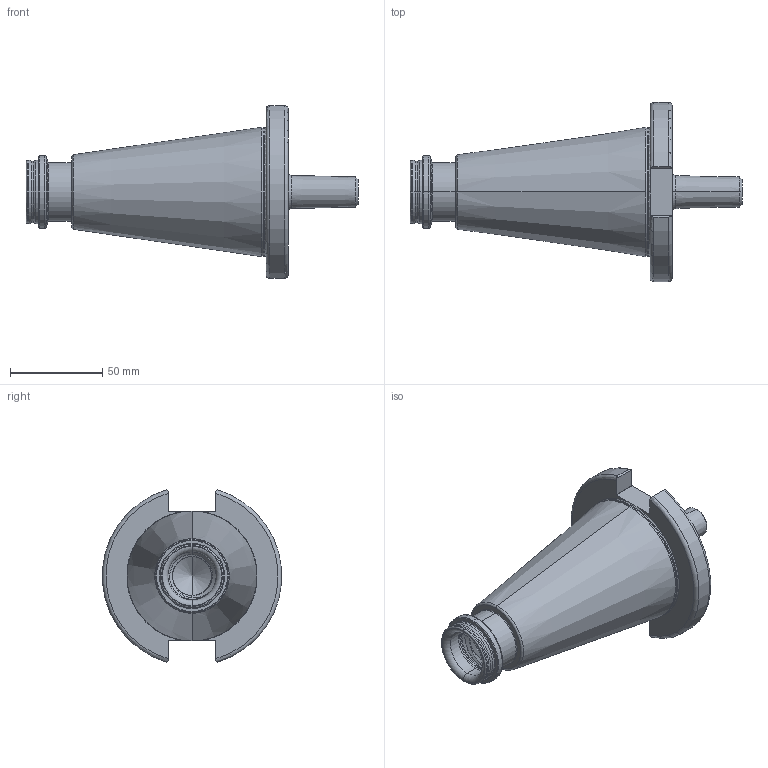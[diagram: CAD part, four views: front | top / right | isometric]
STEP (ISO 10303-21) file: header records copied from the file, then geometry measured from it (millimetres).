
FILE_DESCRIPTION (( 'STEP AP203' ), '1' );
FILE_NAME ('501.14.18.STEP', '2016-10-25T06:39:06', ( '' ), ( '' ), 'SwSTEP 2.0', 'SolidWorks 2012', '' );
FILE_SCHEMA (( 'CONFIG_CONTROL_DESIGN' ));
Length unit declared in the file: millimetre
Products named in the file (1): 501.14.18
Bounding box: 179.8 x 96.94 x 93.38 mm (x, y, z)
Volume: 346477.8 mm3; surface area: 44442.9 mm2
Topology: 1 solids, 1 shells, 121 faces, 292 edges, 174 vertices
Faces by surface type: cylinder 46, torus 30, cone 25, plane 18, bspline 2
Entity records: 5644 total; most frequent: CARTESIAN_POINT 2877, ORIENTED_EDGE 576, DIRECTION 576, EDGE_CURVE 288, AXIS2_PLACEMENT_3D 239, VERTEX_POINT 174, EDGE_LOOP 126, ADVANCED_FACE 121
